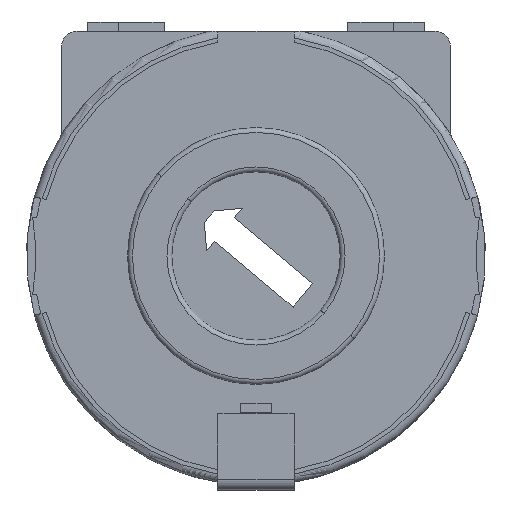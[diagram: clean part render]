
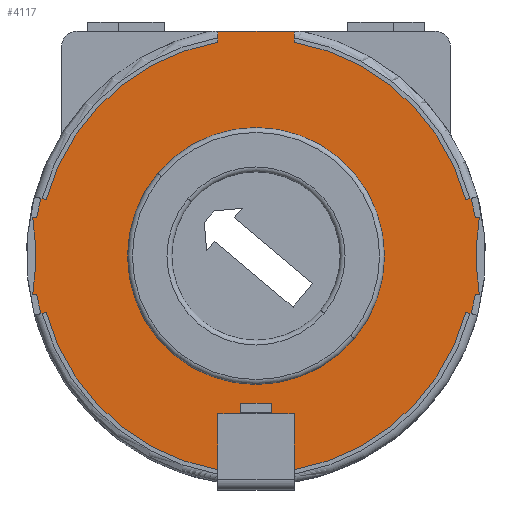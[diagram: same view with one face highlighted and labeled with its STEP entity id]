
A CAD part, front view. The second image highlights one B-rep face of the part: STEP entity #4117.
In plain terms, the highlighted planar face has unit normal (0, -1, 0).
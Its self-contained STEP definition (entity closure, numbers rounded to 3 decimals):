
#215=DIRECTION('',(1.,0.,0.));
#216=VECTOR('',#215,2.5);
#217=CARTESIAN_POINT('',(-1.25,-0.3,7.35));
#218=LINE('',#217,#216);
#219=CARTESIAN_POINT('',(0.,-0.3,0.));
#220=DIRECTION('',(0.,1.,0.));
#221=DIRECTION('',(0.966,0.,0.259));
#222=AXIS2_PLACEMENT_3D('',#219,#220,#221);
#224=DIRECTION('',(1.,0.,0.));
#225=VECTOR('',#224,0.133);
#226=CARTESIAN_POINT('',(7.167,-0.3,1.25));
#227=LINE('',#226,#225);
#228=CARTESIAN_POINT('',(15.202,-0.3,0.));
#229=DIRECTION('',(0.,1.,0.));
#230=DIRECTION('',(-0.988,0.,-0.156));
#231=AXIS2_PLACEMENT_3D('',#228,#229,#230);
#233=DIRECTION('',(-1.,0.,0.));
#234=VECTOR('',#233,0.133);
#235=CARTESIAN_POINT('',(7.3,-0.3,-1.25));
#236=LINE('',#235,#234);
#237=CARTESIAN_POINT('',(0.,-0.3,0.));
#238=DIRECTION('',(0.,1.,0.));
#239=DIRECTION('',(0.985,0.,-0.172));
#240=AXIS2_PLACEMENT_3D('',#237,#238,#239);
#242=DIRECTION('',(1.,0.,0.));
#243=VECTOR('',#242,2.5);
#244=CARTESIAN_POINT('',(-1.25,-0.3,-7.3));
#245=LINE('',#244,#243);
#246=CARTESIAN_POINT('',(0.,-0.3,0.));
#247=DIRECTION('',(0.,1.,0.));
#248=DIRECTION('',(-0.966,0.,-0.259));
#249=AXIS2_PLACEMENT_3D('',#246,#247,#248);
#251=DIRECTION('',(-1.,0.,0.));
#252=VECTOR('',#251,0.133);
#253=CARTESIAN_POINT('',(-7.167,-0.3,-1.25));
#254=LINE('',#253,#252);
#255=CARTESIAN_POINT('',(-15.202,-0.3,0.));
#256=DIRECTION('',(0.,1.,0.));
#257=DIRECTION('',(0.988,0.,0.156));
#258=AXIS2_PLACEMENT_3D('',#255,#256,#257);
#260=DIRECTION('',(1.,0.,0.));
#261=VECTOR('',#260,0.133);
#262=CARTESIAN_POINT('',(-7.3,-0.3,1.25));
#263=LINE('',#262,#261);
#264=CARTESIAN_POINT('',(0.,-0.3,0.));
#265=DIRECTION('',(0.,1.,0.));
#266=DIRECTION('',(-0.985,0.,0.172));
#267=AXIS2_PLACEMENT_3D('',#264,#265,#266);
#269=CARTESIAN_POINT('',(0.,-0.3,0.));
#270=DIRECTION('',(0.,-1.,0.));
#271=DIRECTION('',(-0.766,0.,0.643));
#272=AXIS2_PLACEMENT_3D('',#269,#270,#271);
#274=CARTESIAN_POINT('',(0.,-0.3,0.));
#275=DIRECTION('',(0.,-1.,0.));
#276=DIRECTION('',(0.766,0.,-0.643));
#277=AXIS2_PLACEMENT_3D('',#274,#275,#276);
#279=CARTESIAN_POINT('',(0.,-0.3,0.));
#280=DIRECTION('',(0.,1.,0.));
#281=DIRECTION('',(-0.966,0.,0.259));
#282=AXIS2_PLACEMENT_3D('',#279,#280,#281);
#297=CARTESIAN_POINT('',(0.,-0.3,0.));
#298=DIRECTION('',(0.,1.,0.));
#299=DIRECTION('',(0.176,0.,0.984));
#300=AXIS2_PLACEMENT_3D('',#297,#298,#299);
#315=DIRECTION('',(-0.966,0.,0.259));
#316=VECTOR('',#315,0.175);
#317=CARTESIAN_POINT('',(-6.858,-0.3,1.838));
#318=LINE('',#317,#316);
#453=DIRECTION('',(0.966,0.,0.259));
#454=VECTOR('',#453,0.175);
#455=CARTESIAN_POINT('',(-7.027,-0.3,-1.883));
#456=LINE('',#455,#454);
#461=CARTESIAN_POINT('',(0.,-0.3,0.));
#462=DIRECTION('',(0.,1.,0.));
#463=DIRECTION('',(0.966,0.,-0.259));
#464=AXIS2_PLACEMENT_3D('',#461,#462,#463);
#479=CARTESIAN_POINT('',(0.,-0.3,0.));
#480=DIRECTION('',(0.,1.,0.));
#481=DIRECTION('',(-0.176,0.,-0.984));
#482=AXIS2_PLACEMENT_3D('',#479,#480,#481);
#497=DIRECTION('',(0.966,0.,-0.259));
#498=VECTOR('',#497,0.175);
#499=CARTESIAN_POINT('',(6.858,-0.3,-1.838));
#500=LINE('',#499,#498);
#589=DIRECTION('',(-0.966,0.,-0.259));
#590=VECTOR('',#589,0.175);
#591=CARTESIAN_POINT('',(7.027,-0.3,1.883));
#592=LINE('',#591,#590);
#823=DIRECTION('',(0.,0.,-1.));
#824=VECTOR('',#823,0.311);
#825=CARTESIAN_POINT('',(-1.25,-0.3,-6.989));
#826=LINE('',#825,#824);
#845=DIRECTION('',(0.,0.,1.));
#846=VECTOR('',#845,0.311);
#847=CARTESIAN_POINT('',(1.25,-0.3,-7.3));
#848=LINE('',#847,#846);
#2884=DIRECTION('',(0.,0.,1.));
#2885=VECTOR('',#2884,0.361);
#2886=CARTESIAN_POINT('',(1.25,-0.3,6.989));
#2887=LINE('',#2886,#2885);
#2892=DIRECTION('',(0.,0.,-1.));
#2893=VECTOR('',#2892,0.361);
#2894=CARTESIAN_POINT('',(-1.25,-0.3,7.35));
#2895=LINE('',#2894,#2893);
#3282=CARTESIAN_POINT('',(7.3,-0.3,-1.25));
#3283=CARTESIAN_POINT('',(7.3,-0.3,1.25));
#3284=VERTEX_POINT('',#3282);
#3285=VERTEX_POINT('',#3283);
#3286=CARTESIAN_POINT('',(-7.3,-0.3,1.25));
#3287=CARTESIAN_POINT('',(-7.3,-0.3,-1.25));
#3288=VERTEX_POINT('',#3286);
#3289=VERTEX_POINT('',#3287);
#3290=CARTESIAN_POINT('',(-7.167,-0.3,-1.25));
#3291=VERTEX_POINT('',#3290);
#3292=CARTESIAN_POINT('',(-7.167,-0.3,1.25));
#3293=VERTEX_POINT('',#3292);
#3294=CARTESIAN_POINT('',(7.167,-0.3,1.25));
#3295=VERTEX_POINT('',#3294);
#3296=CARTESIAN_POINT('',(7.167,-0.3,-1.25));
#3297=VERTEX_POINT('',#3296);
#3378=CARTESIAN_POINT('',(-6.858,-0.3,1.838));
#3379=CARTESIAN_POINT('',(-1.25,-0.3,6.989));
#3380=VERTEX_POINT('',#3378);
#3381=VERTEX_POINT('',#3379);
#3382=CARTESIAN_POINT('',(1.25,-0.3,6.989));
#3383=CARTESIAN_POINT('',(6.858,-0.3,1.838));
#3384=VERTEX_POINT('',#3382);
#3385=VERTEX_POINT('',#3383);
#3399=CARTESIAN_POINT('',(6.858,-0.3,-1.838));
#3400=CARTESIAN_POINT('',(1.25,-0.3,-6.989));
#3401=VERTEX_POINT('',#3399);
#3402=VERTEX_POINT('',#3400);
#3403=CARTESIAN_POINT('',(-1.25,-0.3,-6.989));
#3404=CARTESIAN_POINT('',(-6.858,-0.3,-1.838));
#3405=VERTEX_POINT('',#3403);
#3406=VERTEX_POINT('',#3404);
#3416=CARTESIAN_POINT('',(-7.027,-0.3,1.883));
#3417=VERTEX_POINT('',#3416);
#3418=CARTESIAN_POINT('',(-7.027,-0.3,-1.883));
#3419=VERTEX_POINT('',#3418);
#3420=CARTESIAN_POINT('',(7.027,-0.3,-1.883));
#3421=VERTEX_POINT('',#3420);
#3422=CARTESIAN_POINT('',(7.027,-0.3,1.883));
#3423=VERTEX_POINT('',#3422);
#3424=CARTESIAN_POINT('',(1.25,-0.3,-7.3));
#3425=VERTEX_POINT('',#3424);
#3428=CARTESIAN_POINT('',(-1.25,-0.3,-7.3));
#3429=VERTEX_POINT('',#3428);
#3432=CARTESIAN_POINT('',(-1.25,-0.3,7.35));
#3433=VERTEX_POINT('',#3432);
#3434=CARTESIAN_POINT('',(1.25,-0.3,7.35));
#3435=VERTEX_POINT('',#3434);
#3512=CARTESIAN_POINT('',(-3.217,-0.3,2.7));
#3513=CARTESIAN_POINT('',(3.217,-0.3,-2.7));
#3514=VERTEX_POINT('',#3512);
#3515=VERTEX_POINT('',#3513);
#4057=CARTESIAN_POINT('',(0.,-0.3,0.));
#4058=DIRECTION('',(0.,1.,0.));
#4059=DIRECTION('',(1.,0.,0.));
#4060=AXIS2_PLACEMENT_3D('',#4057,#4058,#4059);
#4061=PLANE('',#4060);
#4063=ORIENTED_EDGE('',*,*,#4062,.T.);
#4065=ORIENTED_EDGE('',*,*,#4064,.F.);
#4067=ORIENTED_EDGE('',*,*,#4066,.T.);
#4069=ORIENTED_EDGE('',*,*,#4068,.F.);
#4071=ORIENTED_EDGE('',*,*,#4070,.T.);
#4073=ORIENTED_EDGE('',*,*,#4072,.F.);
#4075=ORIENTED_EDGE('',*,*,#4074,.T.);
#4077=ORIENTED_EDGE('',*,*,#4076,.T.);
#4079=ORIENTED_EDGE('',*,*,#4078,.F.);
#4081=ORIENTED_EDGE('',*,*,#4080,.T.);
#4083=ORIENTED_EDGE('',*,*,#4082,.T.);
#4085=ORIENTED_EDGE('',*,*,#4084,.F.);
#4087=ORIENTED_EDGE('',*,*,#4086,.T.);
#4089=ORIENTED_EDGE('',*,*,#4088,.F.);
#4091=ORIENTED_EDGE('',*,*,#4090,.F.);
#4093=ORIENTED_EDGE('',*,*,#4092,.F.);
#4095=ORIENTED_EDGE('',*,*,#4094,.T.);
#4097=ORIENTED_EDGE('',*,*,#4096,.F.);
#4099=ORIENTED_EDGE('',*,*,#4098,.T.);
#4101=ORIENTED_EDGE('',*,*,#4100,.T.);
#4103=ORIENTED_EDGE('',*,*,#4102,.F.);
#4105=ORIENTED_EDGE('',*,*,#4104,.T.);
#4107=ORIENTED_EDGE('',*,*,#4106,.T.);
#4109=ORIENTED_EDGE('',*,*,#4108,.F.);
#4110=EDGE_LOOP('',(#4063,#4065,#4067,#4069,#4071,#4073,#4075,#4077,#4079,#4081,
#4083,#4085,#4087,#4089,#4091,#4093,#4095,#4097,#4099,#4101,#4103,#4105,#4107,
#4109));
#4111=FACE_OUTER_BOUND('',#4110,.F.);
#4113=ORIENTED_EDGE('',*,*,#4112,.T.);
#4114=ORIENTED_EDGE('',*,*,#4047,.T.);
#4115=EDGE_LOOP('',(#4113,#4114));
#4116=FACE_BOUND('',#4115,.F.);
#4117=ADVANCED_FACE('',(#4111,#4116),#4061,.F.);
#223=CIRCLE('',#222,7.275);
#232=CIRCLE('',#231,8.);
#241=CIRCLE('',#240,7.275);
#250=CIRCLE('',#249,7.275);
#259=CIRCLE('',#258,8.);
#268=CIRCLE('',#267,7.275);
#273=CIRCLE('',#272,4.2);
#278=CIRCLE('',#277,4.2);
#283=CIRCLE('',#282,7.1);
#301=CIRCLE('',#300,7.1);
#465=CIRCLE('',#464,7.1);
#483=CIRCLE('',#482,7.1);
#4047=EDGE_CURVE('',#3515,#3514,#278,.T.);
#4062=EDGE_CURVE('',#3380,#3381,#283,.T.);
#4064=EDGE_CURVE('',#3433,#3381,#2895,.T.);
#4066=EDGE_CURVE('',#3433,#3435,#218,.T.);
#4068=EDGE_CURVE('',#3384,#3435,#2887,.T.);
#4070=EDGE_CURVE('',#3384,#3385,#301,.T.);
#4072=EDGE_CURVE('',#3423,#3385,#592,.T.);
#4074=EDGE_CURVE('',#3423,#3295,#223,.T.);
#4076=EDGE_CURVE('',#3295,#3285,#227,.T.);
#4078=EDGE_CURVE('',#3284,#3285,#232,.T.);
#4080=EDGE_CURVE('',#3284,#3297,#236,.T.);
#4082=EDGE_CURVE('',#3297,#3421,#241,.T.);
#4084=EDGE_CURVE('',#3401,#3421,#500,.T.);
#4086=EDGE_CURVE('',#3401,#3402,#465,.T.);
#4088=EDGE_CURVE('',#3425,#3402,#848,.T.);
#4090=EDGE_CURVE('',#3429,#3425,#245,.T.);
#4092=EDGE_CURVE('',#3405,#3429,#826,.T.);
#4094=EDGE_CURVE('',#3405,#3406,#483,.T.);
#4096=EDGE_CURVE('',#3419,#3406,#456,.T.);
#4098=EDGE_CURVE('',#3419,#3291,#250,.T.);
#4100=EDGE_CURVE('',#3291,#3289,#254,.T.);
#4102=EDGE_CURVE('',#3288,#3289,#259,.T.);
#4104=EDGE_CURVE('',#3288,#3293,#263,.T.);
#4106=EDGE_CURVE('',#3293,#3417,#268,.T.);
#4108=EDGE_CURVE('',#3380,#3417,#318,.T.);
#4112=EDGE_CURVE('',#3514,#3515,#273,.T.);
